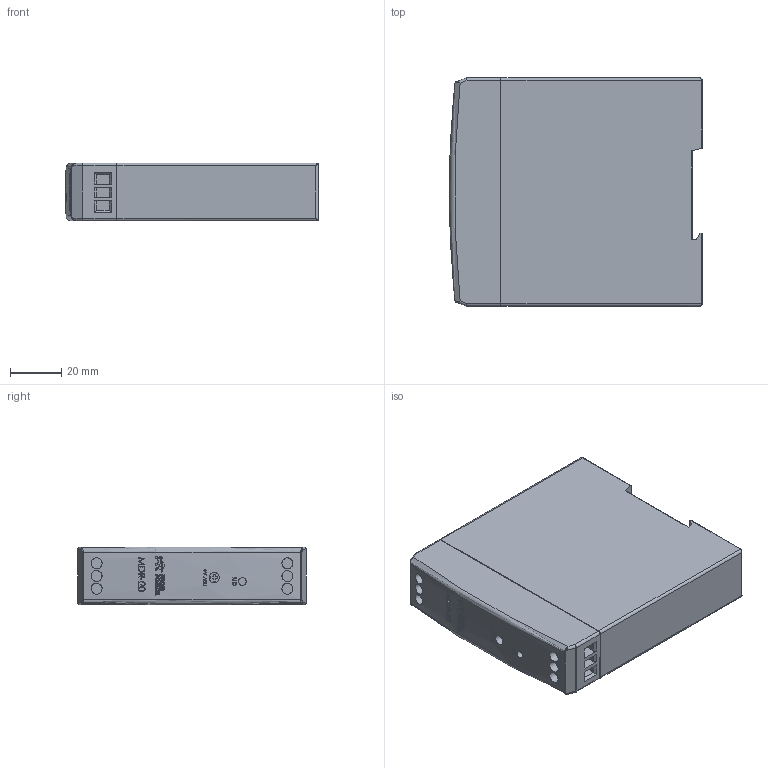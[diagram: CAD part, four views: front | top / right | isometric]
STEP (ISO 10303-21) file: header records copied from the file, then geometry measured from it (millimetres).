
FILE_DESCRIPTION(('STEP AP242'), '1');
FILE_NAME('MDR-20', '', ('UNSPECIFIED'), ('UNSPECIFIED'), 'C3D Converter', 'C3D Toolkit', '');
FILE_SCHEMA(('AP242_MANAGED_MODEL_BASED_3D_ENGINEERING_MIM_LF { 1 0 10303 442 1 1 4 }'));
Length unit declared in the file: millimetre
Products named in the file (1): Импульсный источник питания PROMPOWER
Bounding box: 99.18 x 89.5 x 22.7 mm (x, y, z)
Volume: 193835.4 mm3; surface area: 27671.3 mm2
Topology: 3 solids, 3 shells, 376 faces, 922 edges, 592 vertices
Faces by surface type: plane 243, extrusion 49, bspline 43, cylinder 39, torus 2
Full cylindrical faces by diameter (mm): 3 x1, 4 x1, 4.3 x6
Entity records: 27414 total; most frequent: CARTESIAN_POINT 16275, ORIENTED_EDGE 1804, DIRECTION 1296, EDGE_CURVE 902, VECTOR 622, VERTEX_POINT 592, LINE 573, EDGE_LOOP 436
